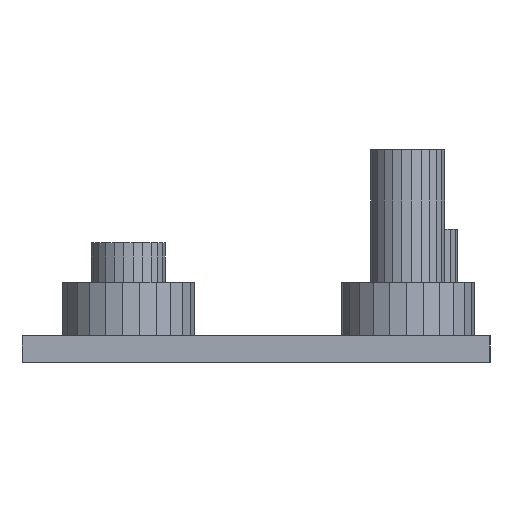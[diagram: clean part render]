
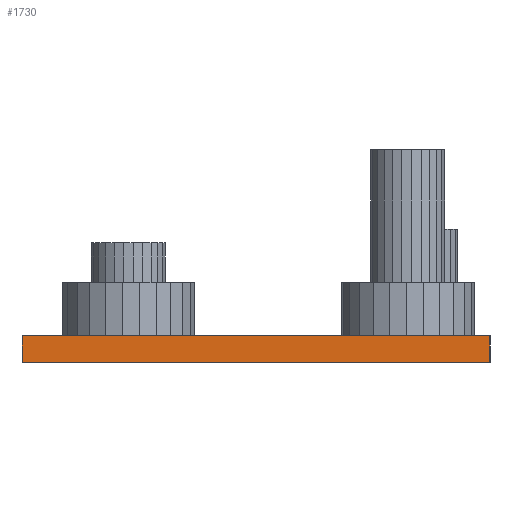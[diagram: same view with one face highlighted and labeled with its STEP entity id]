
A CAD part, left-side view. The second image highlights one B-rep face of the part: STEP entity #1730.
In plain terms, the highlighted planar face has unit normal (-1, 0, 0).
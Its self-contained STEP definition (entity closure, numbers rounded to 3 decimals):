
#1674=CARTESIAN_POINT('',(865.691,-473.891,-6.324));
#1675=VERTEX_POINT('',#1674);
#1683=CARTESIAN_POINT('',(865.691,-473.891,-7.324));
#1684=VERTEX_POINT('',#1683);
#1691=CARTESIAN_POINT('',(865.691,-473.891,-7.324));
#1692=DIRECTION('',(-0.,-0.,1.));
#1693=VECTOR('',#1692,1.);
#1694=LINE('',#1691,#1693);
#1695=EDGE_CURVE('',#1684,#1675,#1694,.T.);
#1700=CARTESIAN_POINT('',(865.691,-482.691,-7.324));
#1701=DIRECTION('',(-1.,-0.,-0.));
#1702=DIRECTION('',(-0.,1.,0.));
#1703=AXIS2_PLACEMENT_3D('',#1700,#1701,#1702);
#1704=PLANE('',#1703);
#1705=CARTESIAN_POINT('',(865.691,-491.491,-6.324));
#1706=VERTEX_POINT('',#1705);
#1707=CARTESIAN_POINT('',(865.691,-473.891,-6.324));
#1708=DIRECTION('',(0.,-1.,-0.));
#1709=VECTOR('',#1708,17.6);
#1710=LINE('',#1707,#1709);
#1711=EDGE_CURVE('',#1675,#1706,#1710,.T.);
#1712=ORIENTED_EDGE('',*,*,#1711,.F.);
#1713=ORIENTED_EDGE('',*,*,#1695,.F.);
#1714=CARTESIAN_POINT('',(865.691,-491.491,-7.324));
#1715=VERTEX_POINT('',#1714);
#1716=CARTESIAN_POINT('',(865.691,-473.891,-7.324));
#1717=DIRECTION('',(0.,-1.,-0.));
#1718=VECTOR('',#1717,17.6);
#1719=LINE('',#1716,#1718);
#1720=EDGE_CURVE('',#1684,#1715,#1719,.T.);
#1721=ORIENTED_EDGE('',*,*,#1720,.T.);
#1722=CARTESIAN_POINT('',(865.691,-491.491,-7.324));
#1723=DIRECTION('',(-0.,-0.,1.));
#1724=VECTOR('',#1723,1.);
#1725=LINE('',#1722,#1724);
#1726=EDGE_CURVE('',#1715,#1706,#1725,.T.);
#1727=ORIENTED_EDGE('',*,*,#1726,.T.);
#1728=EDGE_LOOP('',(#1712,#1713,#1721,#1727));
#1729=FACE_BOUND('',#1728,.T.);
#1730=ADVANCED_FACE('',(#1729),#1704,.T.);
